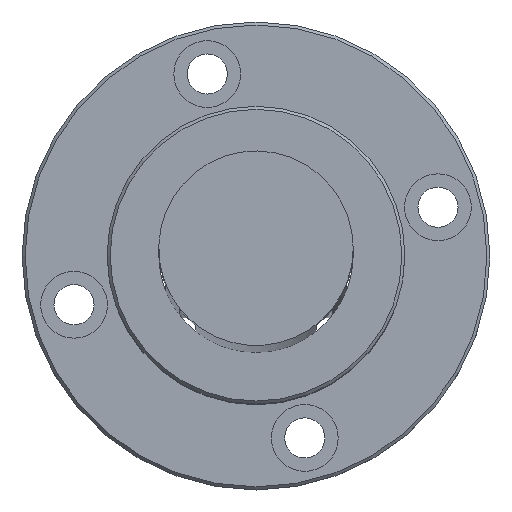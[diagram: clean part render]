
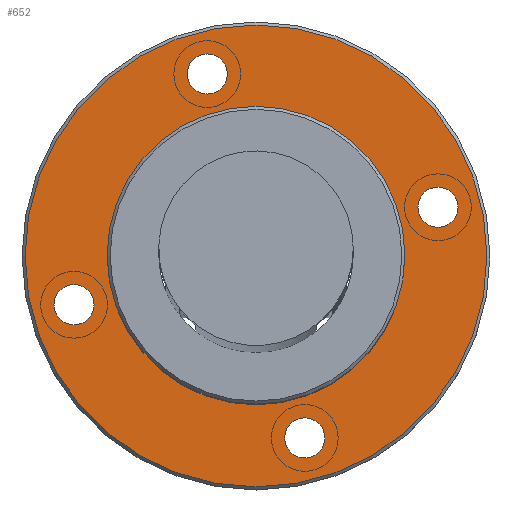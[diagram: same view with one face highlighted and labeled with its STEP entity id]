
A CAD part, top view. The second image highlights one B-rep face of the part: STEP entity #652.
In plain terms, the highlighted planar face has unit normal (0, 0, 1).
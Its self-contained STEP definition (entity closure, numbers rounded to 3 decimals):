
#68=FACE_BOUND('',#231,.T.);
#69=FACE_BOUND('',#232,.T.);
#70=FACE_BOUND('',#233,.T.);
#71=FACE_BOUND('',#234,.T.);
#72=FACE_BOUND('',#235,.T.);
#168=FACE_OUTER_BOUND('',#230,.T.);
#230=EDGE_LOOP('',(#574));
#231=EDGE_LOOP('',(#575));
#232=EDGE_LOOP('',(#576));
#233=EDGE_LOOP('',(#577));
#234=EDGE_LOOP('',(#578));
#235=EDGE_LOOP('',(#579));
#286=CIRCLE('',#716,24.5);
#290=CIRCLE('',#723,3.3);
#294=CIRCLE('',#730,3.3);
#298=CIRCLE('',#737,3.3);
#302=CIRCLE('',#744,3.3);
#304=CIRCLE('',#747,38.);
#345=VERTEX_POINT('',#1338);
#349=VERTEX_POINT('',#1349);
#353=VERTEX_POINT('',#1360);
#357=VERTEX_POINT('',#1371);
#361=VERTEX_POINT('',#1382);
#363=VERTEX_POINT('',#1387);
#422=EDGE_CURVE('',#345,#345,#286,.T.);
#426=EDGE_CURVE('',#349,#349,#290,.T.);
#430=EDGE_CURVE('',#353,#353,#294,.T.);
#434=EDGE_CURVE('',#357,#357,#298,.T.);
#438=EDGE_CURVE('',#361,#361,#302,.T.);
#440=EDGE_CURVE('',#363,#363,#304,.T.);
#574=ORIENTED_EDGE('',*,*,#440,.F.);
#575=ORIENTED_EDGE('',*,*,#426,.T.);
#576=ORIENTED_EDGE('',*,*,#430,.T.);
#577=ORIENTED_EDGE('',*,*,#434,.T.);
#578=ORIENTED_EDGE('',*,*,#438,.T.);
#579=ORIENTED_EDGE('',*,*,#422,.F.);
#613=PLANE('',#750);
#652=ADVANCED_FACE('',(#168,#68,#69,#70,#71,#72),#613,.T.);
#716=AXIS2_PLACEMENT_3D('',#1339,#889,#890);
#723=AXIS2_PLACEMENT_3D('',#1350,#903,#904);
#730=AXIS2_PLACEMENT_3D('',#1361,#917,#918);
#737=AXIS2_PLACEMENT_3D('',#1372,#931,#932);
#744=AXIS2_PLACEMENT_3D('',#1383,#945,#946);
#747=AXIS2_PLACEMENT_3D('',#1388,#951,#952);
#750=AXIS2_PLACEMENT_3D('',#1392,#957,#958);
#889=DIRECTION('center_axis',(0.,0.,1.));
#890=DIRECTION('ref_axis',(-1.,0.,0.));
#903=DIRECTION('center_axis',(0.,0.,-1.));
#904=DIRECTION('ref_axis',(0.,1.,0.));
#917=DIRECTION('center_axis',(0.,0.,-1.));
#918=DIRECTION('ref_axis',(0.,-1.,0.));
#931=DIRECTION('center_axis',(0.,0.,-1.));
#932=DIRECTION('ref_axis',(1.,0.,0.));
#945=DIRECTION('center_axis',(0.,0.,-1.));
#946=DIRECTION('ref_axis',(-1.,0.,0.));
#951=DIRECTION('center_axis',(0.,0.,-1.));
#952=DIRECTION('ref_axis',(-1.,0.,0.));
#957=DIRECTION('center_axis',(0.,0.,1.));
#958=DIRECTION('ref_axis',(1.,0.,0.));
#1338=CARTESIAN_POINT('',(24.5,0.,10.));
#1339=CARTESIAN_POINT('Origin',(0.,0.,10.));
#1349=CARTESIAN_POINT('',(29.944,4.723,10.));
#1350=CARTESIAN_POINT('Origin',(29.944,8.023,10.));
#1360=CARTESIAN_POINT('',(-29.944,-4.723,10.));
#1361=CARTESIAN_POINT('Origin',(-29.944,-8.023,10.));
#1371=CARTESIAN_POINT('',(4.723,-29.944,10.));
#1372=CARTESIAN_POINT('Origin',(8.023,-29.944,10.));
#1382=CARTESIAN_POINT('',(-4.723,29.944,10.));
#1383=CARTESIAN_POINT('Origin',(-8.023,29.944,10.));
#1387=CARTESIAN_POINT('',(38.,0.,10.));
#1388=CARTESIAN_POINT('Origin',(0.,0.,10.));
#1392=CARTESIAN_POINT('Origin',(0.,0.,
10.));
